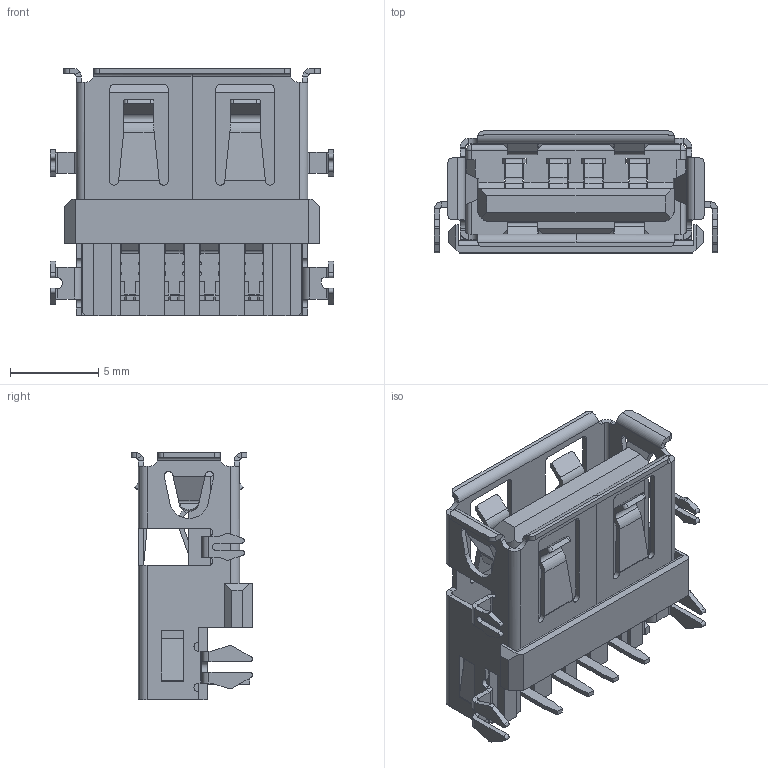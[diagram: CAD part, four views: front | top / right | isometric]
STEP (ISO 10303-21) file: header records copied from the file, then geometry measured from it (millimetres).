
FILE_DESCRIPTION((''),'2;1');
FILE_NAME('BXK','2011-03-02T',('jason.zhao'),(''),'PRO/ENGINEER BY PARAMETRIC TECHNOLOGY CORPORATION, 2007170','PRO/ENGINEER BY PARAMETRIC TECHNOLOGY CORPORATION, 2007170','');
FILE_SCHEMA(('CONFIG_CONTROL_DESIGN'));
Length unit declared in the file: millimetre
Products named in the file (1): BXK
Bounding box: 16 x 6.88 x 14 mm (x, y, z)
Volume: 419.3 mm3; surface area: 1802.4 mm2
Topology: 1 solids, 1 shells, 1040 faces, 2812 edges, 1714 vertices
Faces by surface type: plane 763, cylinder 231, bspline 40, sphere 4, extrusion 2
Entity records: 33444 total; most frequent: CARTESIAN_POINT 7302, ORIENTED_EDGE 5624, DIRECTION 5178, EDGE_CURVE 2812, VECTOR 2242, LINE 2240, VERTEX_POINT 1714, AXIS2_PLACEMENT_3D 1468
